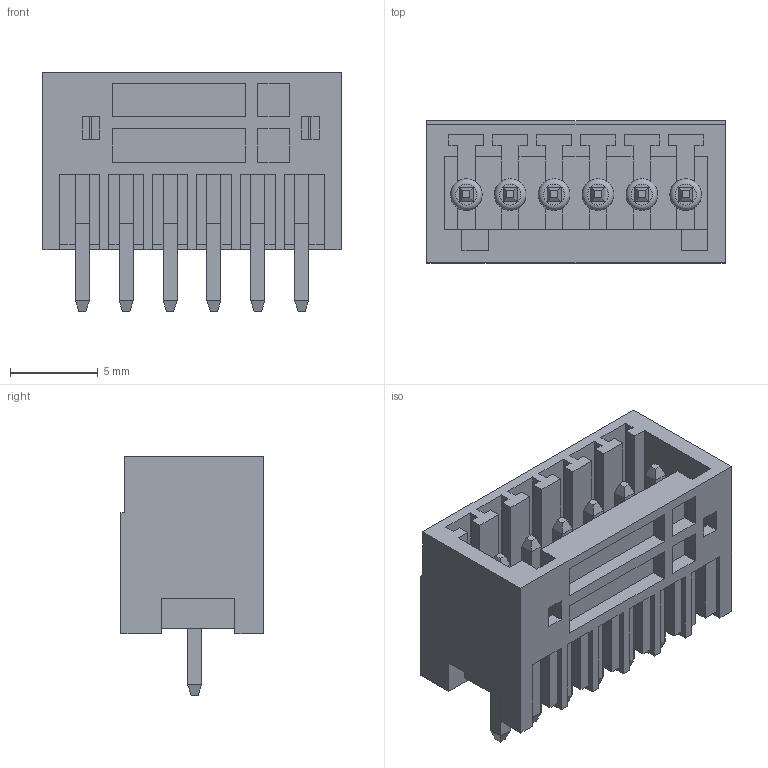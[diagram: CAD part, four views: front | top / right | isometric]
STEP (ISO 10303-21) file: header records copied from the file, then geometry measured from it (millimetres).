
FILE_DESCRIPTION(/* description */ ('Unknown'),/* implementation_level */ '2;1');
FILE_NAME(/* name */ '691382000006',/* time_stamp */ '2016-03-29T17:09:29+02:00',/* author */ ('Unknown'),/* organization */ ('Unknown'),/* preprocessor_version */ 'ST-DEVELOPER v16',/* originating_system */ 'DEX',/* authorisation */ $);
FILE_SCHEMA (('AUTOMOTIVE_DESIGN {1 0 10303 214 3 1 1}'));
Length unit declared in the file: millimetre
Products named in the file (3): 6913820000xx; 691382000006; 6913820000xx_PIN
Assembly tree (7 placements, depth 2):
  6913820000xx
    691382000006
    6913820000xx_PIN  x6
Bounding box: 17 x 8.1 x 13.6 mm (x, y, z)
Volume: 694.6 mm3; surface area: 1983.7 mm2
Topology: 7 solids, 7 shells, 442 faces, 1175 edges, 758 vertices
Faces by surface type: plane 430, cylinder 6, torus 6
Full cylindrical faces by diameter (mm): 1.8 x6
Entity records: 11681 total; most frequent: CARTESIAN_POINT 2069, ORIENTED_EDGE 2034, DIRECTION 1813, EDGE_CURVE 1017, LINE 981, VECTOR 981, VERTEX_POINT 672, AXIS2_PLACEMENT_3D 416
